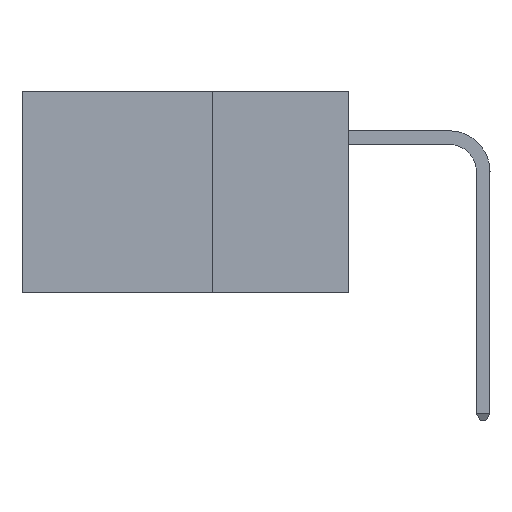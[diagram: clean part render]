
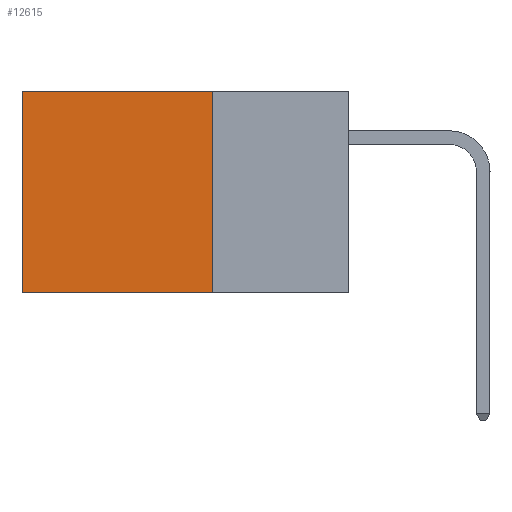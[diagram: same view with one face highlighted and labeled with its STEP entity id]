
A CAD part, left-side view. The second image highlights one B-rep face of the part: STEP entity #12615.
In plain terms, the highlighted planar face has unit normal (-1, 0, 0).
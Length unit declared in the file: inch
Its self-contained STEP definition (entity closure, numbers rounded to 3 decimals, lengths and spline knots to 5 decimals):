
#172 = CARTESIAN_POINT ( 'NONE',  ( 0.2875, 0.25, 0. ) ) ;
#329 = VERTEX_POINT ( 'NONE', #20494 ) ;
#1173 = VERTEX_POINT ( 'NONE', #11872 ) ;
#1459 = FACE_OUTER_BOUND ( 'NONE', #28334, .T. ) ;
#2320 = DIRECTION ( 'NONE',  ( 1., 0., 0. ) ) ;
#2410 = VECTOR ( 'NONE', #3641, 39.37008 ) ;
#3176 = CARTESIAN_POINT ( 'NONE',  ( 0.2875, 0.25, 0. ) ) ;
#3483 = VECTOR ( 'NONE', #5597, 39.37008 ) ;
#3535 = CARTESIAN_POINT ( 'NONE',  ( 0.2875, 0.25, -0.37 ) ) ;
#3623 = EDGE_CURVE ( 'NONE', #22342, #1173, #8854, .T. ) ;
#3641 = DIRECTION ( 'NONE',  ( 0., 1., 0. ) ) ;
#5087 = EDGE_CURVE ( 'NONE', #329, #11592, #22583, .T. ) ;
#5597 = DIRECTION ( 'NONE',  ( 0., 1., 0. ) ) ;
#6730 = ORIENTED_EDGE ( 'NONE', *, *, #7627, .T. ) ;
#7627 = EDGE_CURVE ( 'NONE', #11592, #1173, #23144, .T. ) ;
#8854 = LINE ( 'NONE', #3535, #2410 ) ;
#10454 = VECTOR ( 'NONE', #24788, 39.37008 ) ;
#11592 = VERTEX_POINT ( 'NONE', #29447 ) ;
#11872 = CARTESIAN_POINT ( 'NONE',  ( 0.2875, 0.6, -0.37 ) ) ;
#12615 = ADVANCED_FACE ( 'NONE', ( #1459 ), #23810, .F. ) ;
#14413 = ORIENTED_EDGE ( 'NONE', *, *, #19458, .F. ) ;
#16727 = CARTESIAN_POINT ( 'NONE',  ( 0.2875, 0.25, 0. ) ) ;
#17020 = CARTESIAN_POINT ( 'NONE',  ( 0.2875, 0.25, -0.37 ) ) ;
#17612 = CARTESIAN_POINT ( 'NONE',  ( 0.2875, 0.6, 0. ) ) ;
#19144 = DIRECTION ( 'NONE',  ( 0., 0., -1. ) ) ;
#19458 = EDGE_CURVE ( 'NONE', #329, #22342, #29515, .T. ) ;
#20494 = CARTESIAN_POINT ( 'NONE',  ( 0.2875, 0.25, 0. ) ) ;
#22246 = ORIENTED_EDGE ( 'NONE', *, *, #3623, .F. ) ;
#22342 = VERTEX_POINT ( 'NONE', #17020 ) ;
#22536 = ORIENTED_EDGE ( 'NONE', *, *, #5087, .T. ) ;
#22583 = LINE ( 'NONE', #3176, #3483 ) ;
#23144 = LINE ( 'NONE', #17612, #10454 ) ;
#23237 = VECTOR ( 'NONE', #26588, 39.37008 ) ;
#23810 = PLANE ( 'NONE',  #25290 ) ;
#24788 = DIRECTION ( 'NONE',  ( 0., 0., -1. ) ) ;
#25290 = AXIS2_PLACEMENT_3D ( 'NONE', #16727, #2320, #19144 ) ;
#26588 = DIRECTION ( 'NONE',  ( 0., 0., -1. ) ) ;
#28334 = EDGE_LOOP ( 'NONE', ( #6730, #22246, #14413, #22536 ) ) ;
#29447 = CARTESIAN_POINT ( 'NONE',  ( 0.2875, 0.6, 0. ) ) ;
#29515 = LINE ( 'NONE', #172, #23237 ) ;
